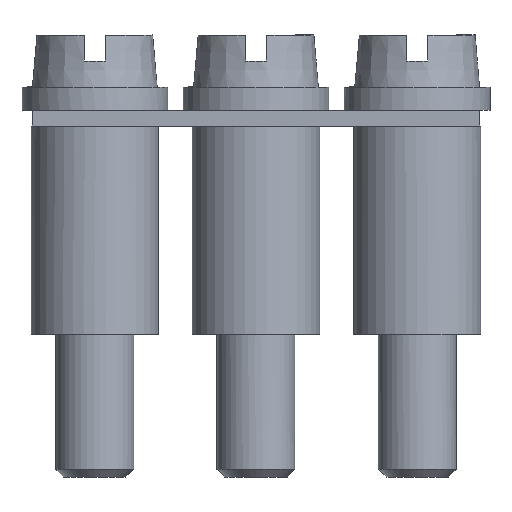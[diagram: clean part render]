
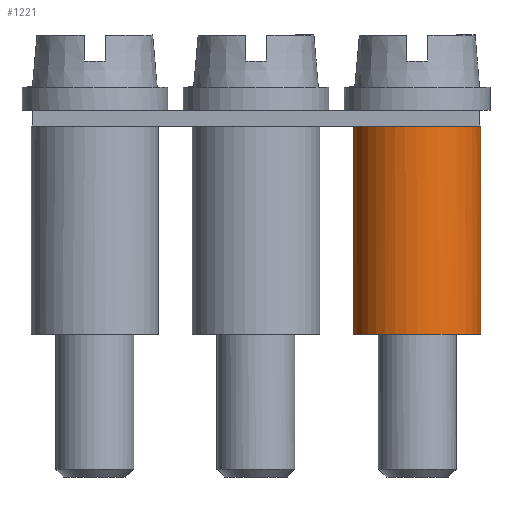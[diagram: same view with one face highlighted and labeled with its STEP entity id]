
A CAD part, front view. The second image highlights one B-rep face of the part: STEP entity #1221.
In plain terms, the highlighted cylindrical face has radius 2.45 mm (diameter 4.9 mm), a partial arc.
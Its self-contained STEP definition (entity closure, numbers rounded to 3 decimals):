
#732=AXIS2_PLACEMENT_3D('Circle Axis2P3D',#730,#731,$) ;
#969=AXIS2_PLACEMENT_3D('Circle Axis2P3D',#967,#968,$) ;
#1181=AXIS2_PLACEMENT_3D('Cylinder Axis2P3D',#1178,#1179,#1180) ;
#1211=AXIS2_PLACEMENT_3D('Circle Axis2P3D',#1209,#1210,$) ;
#488=CARTESIAN_POINT('Vertex',(17.6,2.508,13.5)) ;
#727=CARTESIAN_POINT('Vertex',(12.75,3.,13.5)) ;
#730=CARTESIAN_POINT('Axis2P3D Location',(15.2,3.,13.5)) ;
#967=CARTESIAN_POINT('Axis2P3D Location',(15.2,3.,13.5)) ;
#971=CARTESIAN_POINT('Vertex',(17.65,3.,13.5)) ;
#1178=CARTESIAN_POINT('Axis2P3D Location',(15.2,3.,13.5)) ;
#1183=CARTESIAN_POINT('Line Origine',(12.75,3.,13.5)) ;
#1187=CARTESIAN_POINT('Vertex',(12.75,3.,5.5)) ;
#1202=CARTESIAN_POINT('Line Origine',(17.65,3.,13.5)) ;
#1206=CARTESIAN_POINT('Vertex',(17.65,3.,5.5)) ;
#1209=CARTESIAN_POINT('Axis2P3D Location',(15.2,3.,5.5)) ;
#731=DIRECTION('Axis2P3D Direction',(0.,0.,1.)) ;
#968=DIRECTION('Axis2P3D Direction',(0.,0.,1.)) ;
#1179=DIRECTION('Axis2P3D Direction',(0.,0.,-1.)) ;
#1180=DIRECTION('Axis2P3D XDirection',(1.,0.,0.)) ;
#1184=DIRECTION('Vector Direction',(0.,0.,-1.)) ;
#1203=DIRECTION('Vector Direction',(0.,0.,-1.)) ;
#1210=DIRECTION('Axis2P3D Direction',(0.,0.,-1.)) ;
#1185=VECTOR('Line Direction',#1184,1.) ;
#1204=VECTOR('Line Direction',#1203,1.) ;
#1215=ORIENTED_EDGE('',*,*,#1208,.T.) ;
#1216=ORIENTED_EDGE('',*,*,#973,.F.) ;
#1217=ORIENTED_EDGE('',*,*,#734,.F.) ;
#1218=ORIENTED_EDGE('',*,*,#1189,.T.) ;
#1219=ORIENTED_EDGE('',*,*,#1213,.T.) ;
#1221=ADVANCED_FACE('_Q 3 SAK2.5 0337100000',(#1220),#1182,.T.) ;
#733=CIRCLE('generated circle',#732,2.45) ;
#970=CIRCLE('generated circle',#969,2.45) ;
#1212=CIRCLE('generated circle',#1211,2.45) ;
#1182=CYLINDRICAL_SURFACE('generated cylinder',#1181,2.45) ;
#734=EDGE_CURVE('',#728,#489,#733,.T.) ;
#973=EDGE_CURVE('',#489,#972,#970,.T.) ;
#1189=EDGE_CURVE('',#728,#1188,#1186,.T.) ;
#1208=EDGE_CURVE('',#1207,#972,#1205,.F.) ;
#1213=EDGE_CURVE('',#1188,#1207,#1212,.F.) ;
#1214=EDGE_LOOP('',(#1215,#1216,#1217,#1218,#1219)) ;
#1220=FACE_OUTER_BOUND('',#1214,.T.) ;
#1186=LINE('Line',#1183,#1185) ;
#1205=LINE('Line',#1202,#1204) ;
#489=VERTEX_POINT('',#488) ;
#728=VERTEX_POINT('',#727) ;
#972=VERTEX_POINT('',#971) ;
#1188=VERTEX_POINT('',#1187) ;
#1207=VERTEX_POINT('',#1206) ;
